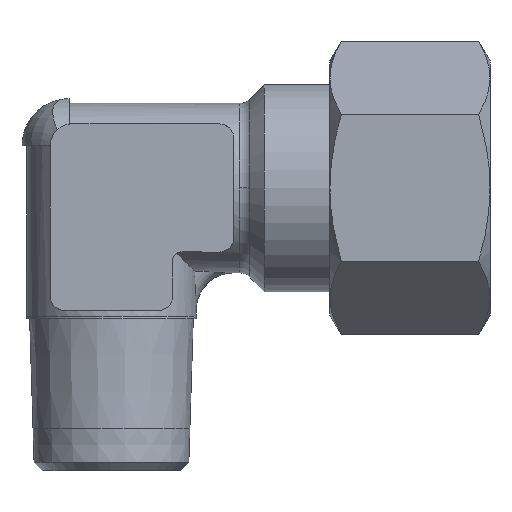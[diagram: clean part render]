
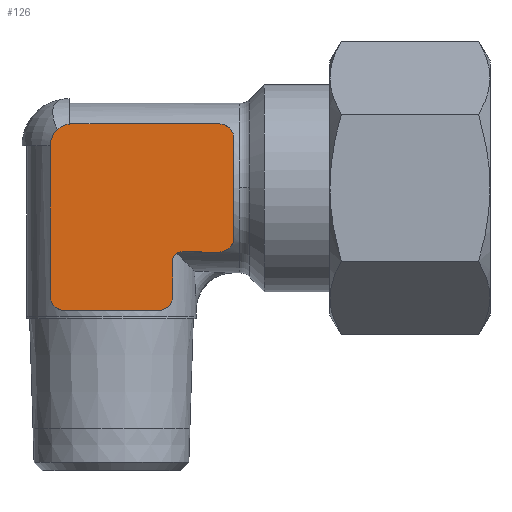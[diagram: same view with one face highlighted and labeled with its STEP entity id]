
A CAD part, top view. The second image highlights one B-rep face of the part: STEP entity #126.
In plain terms, the highlighted planar face has unit normal (0, 0, 1).
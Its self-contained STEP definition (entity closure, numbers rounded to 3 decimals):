
#126=ADVANCED_FACE('',(#310),#311,.T.);
#310=FACE_OUTER_BOUND('',#518,.T.);
#311=PLANE('',#519);
#518=EDGE_LOOP('',(#1192,#1193,#1194,#1195,#1196,#1197,#1198,#1199,#1200,#1201,#1202,#1203,#1204,#1205,#1206));
#519=AXIS2_PLACEMENT_3D('',#1207,#1208,#1209);
#1192=ORIENTED_EDGE('',*,*,#1432,.F.);
#1193=ORIENTED_EDGE('',*,*,#1544,.F.);
#1194=ORIENTED_EDGE('',*,*,#1598,.F.);
#1195=ORIENTED_EDGE('',*,*,#1591,.F.);
#1196=ORIENTED_EDGE('',*,*,#1586,.F.);
#1197=ORIENTED_EDGE('',*,*,#1581,.F.);
#1198=ORIENTED_EDGE('',*,*,#1576,.F.);
#1199=ORIENTED_EDGE('',*,*,#1571,.F.);
#1200=ORIENTED_EDGE('',*,*,#1565,.F.);
#1201=ORIENTED_EDGE('',*,*,#1561,.F.);
#1202=ORIENTED_EDGE('',*,*,#1557,.F.);
#1203=ORIENTED_EDGE('',*,*,#1553,.F.);
#1204=ORIENTED_EDGE('',*,*,#1424,.F.);
#1205=ORIENTED_EDGE('',*,*,#1551,.F.);
#1206=ORIENTED_EDGE('',*,*,#1547,.F.);
#1207=CARTESIAN_POINT('',(2.706,27.442,9.5));
#1208=DIRECTION('',(0.0,0.0,1.0));
#1209=DIRECTION('',(1.0,0.0,0.0));
#1424=EDGE_CURVE('',#1723,#1719,#1725,.T.);
#1432=EDGE_CURVE('',#1739,#1735,#1741,.T.);
#1544=EDGE_CURVE('',#1916,#1739,#1918,.T.);
#1547=EDGE_CURVE('',#1735,#1922,#1923,.T.);
#1551=EDGE_CURVE('',#1922,#1723,#1928,.T.);
#1553=EDGE_CURVE('',#1719,#1930,#1931,.T.);
#1557=EDGE_CURVE('',#1930,#1936,#1937,.T.);
#1561=EDGE_CURVE('',#1936,#1942,#1943,.T.);
#1565=EDGE_CURVE('',#1942,#1948,#1949,.T.);
#1571=EDGE_CURVE('',#1948,#1958,#1959,.T.);
#1576=EDGE_CURVE('',#1958,#1966,#1967,.T.);
#1581=EDGE_CURVE('',#1966,#1974,#1975,.T.);
#1586=EDGE_CURVE('',#1974,#1982,#1983,.T.);
#1591=EDGE_CURVE('',#1982,#1990,#1991,.T.);
#1598=EDGE_CURVE('',#1990,#1916,#2000,.T.);
#1719=VERTEX_POINT('',#2228);
#1723=VERTEX_POINT('',#2246);
#1725=CIRCLE('',#2249,1.583);
#1735=VERTEX_POINT('',#2274);
#1739=VERTEX_POINT('',#2292);
#1741=CIRCLE('',#2295,1.583);
#1916=VERTEX_POINT('',#3024);
#1918=LINE('',#3027,#3028);
#1922=VERTEX_POINT('',#3034);
#1923=CIRCLE('',#3035,1.583);
#1928=LINE('',#3042,#3043);
#1930=VERTEX_POINT('',#3046);
#1931=CIRCLE('',#3047,1.583);
#1936=VERTEX_POINT('',#3054);
#1937=LINE('',#3055,#3056);
#1942=VERTEX_POINT('',#3064);
#1943=LINE('',#3065,#3066);
#1948=VERTEX_POINT('',#3074);
#1949=CIRCLE('',#3075,0.992);
#1958=VERTEX_POINT('',#3098);
#1959=LINE('',#3099,#3100);
#1966=VERTEX_POINT('',#3126);
#1967=CIRCLE('',#3127,1.5);
#1974=VERTEX_POINT('',#3136);
#1975=LINE('',#3137,#3138);
#1982=VERTEX_POINT('',#3163);
#1983=CIRCLE('',#3164,1.5);
#1990=VERTEX_POINT('',#3174);
#1991=LINE('',#3175,#3176);
#2000=CIRCLE('',#3192,2.341);
#2228=CARTESIAN_POINT('',(13.001,24.775,9.5));
#2246=CARTESIAN_POINT('',(13.0,24.824,9.5));
#2249=AXIS2_PLACEMENT_3D('',#3392,#3393,#3394);
#2274=CARTESIAN_POINT('',(13.001,35.225,9.5));
#2292=CARTESIAN_POINT('',(11.5,36.806,9.5));
#2295=AXIS2_PLACEMENT_3D('',#3402,#3403,#3404);
#3024=CARTESIAN_POINT('',(-4.2,36.806,9.5));
#3027=CARTESIAN_POINT('',(-4.2,36.806,9.5));
#3028=VECTOR('',#3560,1.0);
#3034=CARTESIAN_POINT('',(13.0,35.176,9.5));
#3035=AXIS2_PLACEMENT_3D('',#3563,#3564,#3565);
#3042=CARTESIAN_POINT('',(13.0,35.176,9.5));
#3043=VECTOR('',#3571,1.0);
#3046=CARTESIAN_POINT('',(11.5,23.194,9.5));
#3047=AXIS2_PLACEMENT_3D('',#3573,#3574,#3575);
#3054=CARTESIAN_POINT('',(9.832,23.194,9.5));
#3055=CARTESIAN_POINT('',(9.832,23.194,9.5));
#3056=VECTOR('',#3581,1.0);
#3064=CARTESIAN_POINT('',(7.5,23.234,9.5));
#3065=CARTESIAN_POINT('',(7.5,23.234,9.5));
#3066=VECTOR('',#3585,1.0);
#3074=CARTESIAN_POINT('',(6.5,22.369,9.5));
#3075=AXIS2_PLACEMENT_3D('',#3589,#3590,#3591);
#3098=CARTESIAN_POINT('',(6.5,18.5,9.5));
#3099=CARTESIAN_POINT('',(6.5,18.5,9.5));
#3100=VECTOR('',#3598,1.0);
#3126=CARTESIAN_POINT('',(5.0,17.,9.5));
#3127=AXIS2_PLACEMENT_3D('',#3602,#3603,#3604);
#3136=CARTESIAN_POINT('',(-5.0,17.,9.5));
#3137=CARTESIAN_POINT('',(-5.0,17.,9.5));
#3138=VECTOR('',#3613,1.0);
#3163=CARTESIAN_POINT('',(-6.5,18.5,9.5));
#3164=AXIS2_PLACEMENT_3D('',#3617,#3618,#3619);
#3174=CARTESIAN_POINT('',(-6.5,34.47,9.5));
#3175=CARTESIAN_POINT('',(-6.5,18.5,9.5));
#3176=VECTOR('',#3626,1.0);
#3192=AXIS2_PLACEMENT_3D('',#3634,#3635,#3636);
#3392=CARTESIAN_POINT('',(11.417,24.775,9.5));
#3393=DIRECTION('',(0.0,0.0,-1.0));
#3394=DIRECTION('',(1.0,0.0,0.0));
#3402=CARTESIAN_POINT('',(11.417,35.225,9.5));
#3403=DIRECTION('',(0.0,0.0,-1.0));
#3404=DIRECTION('',(1.0,0.0,0.0));
#3560=DIRECTION('',(1.0,0.0,0.0));
#3563=CARTESIAN_POINT('',(11.417,35.225,9.5));
#3564=DIRECTION('',(0.0,0.0,-1.0));
#3565=DIRECTION('',(1.0,0.0,0.0));
#3571=DIRECTION('',(0.0,-1.0,0.0));
#3573=CARTESIAN_POINT('',(11.417,24.775,9.5));
#3574=DIRECTION('',(0.0,0.0,-1.0));
#3575=DIRECTION('',(1.0,0.0,0.0));
#3581=DIRECTION('',(-1.0,0.,-0.0));
#3585=DIRECTION('',(-1.,0.017,0.0));
#3589=CARTESIAN_POINT('',(7.484,22.242,9.5));
#3590=DIRECTION('',(0.0,0.0,1.0));
#3591=DIRECTION('',(1.0,0.0,0.0));
#3598=DIRECTION('',(-0.0,-1.0,-0.0));
#3602=CARTESIAN_POINT('',(5.0,18.5,9.5));
#3603=DIRECTION('',(0.0,0.0,-1.0));
#3604=DIRECTION('',(1.0,0.0,0.0));
#3613=DIRECTION('',(-1.0,-0.0,-0.0));
#3617=CARTESIAN_POINT('',(-5.0,18.5,9.5));
#3618=DIRECTION('',(0.0,0.0,-1.0));
#3619=DIRECTION('',(1.0,0.0,0.0));
#3626=DIRECTION('',(0.0,1.0,0.0));
#3634=CARTESIAN_POINT('',(-4.159,34.466,9.5));
#3635=DIRECTION('',(0.0,0.0,-1.0));
#3636=DIRECTION('',(1.0,0.0,0.0));
